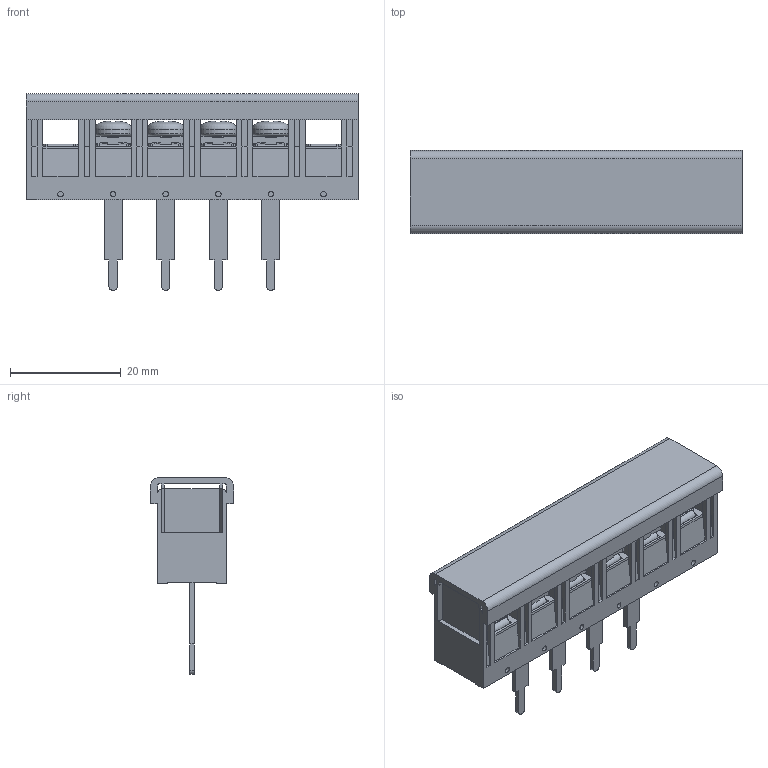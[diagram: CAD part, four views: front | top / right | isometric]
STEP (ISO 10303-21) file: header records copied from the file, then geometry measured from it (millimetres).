
FILE_DESCRIPTION( ( 'Unknown' ), '1' );
FILE_NAME( 'T24-KM3304.stp', 'Unknown', ( 'Unknown' ), ( 'Unknown' ), 'XStep 1.0', 'Unknown', ' ' );
FILE_SCHEMA( ( 'automotive_design' ) );
Length unit declared in the file: millimetre
Products named in the file (1): 1
Bounding box: 60 x 15 x 35.6 mm (x, y, z)
Volume: 8988.4 mm3; surface area: 11286.7 mm2
Topology: 1 solids, 13 shells, 1309 faces, 3902 edges, 2559 vertices
Faces by surface type: plane 1044, cylinder 169, sphere 36, torus 24, cone 20, extrusion 16
Full cylindrical faces by diameter (mm): 1 x6, 3 x8, 4 x6, 6.8 x4
Entity records: 43904 total; most frequent: CARTESIAN_POINT 8573, ORIENTED_EDGE 7696, DIRECTION 6975, EDGE_CURVE 3848, VECTOR 2929, LINE 2913, VERTEX_POINT 2541, AXIS2_PLACEMENT_3D 2023
